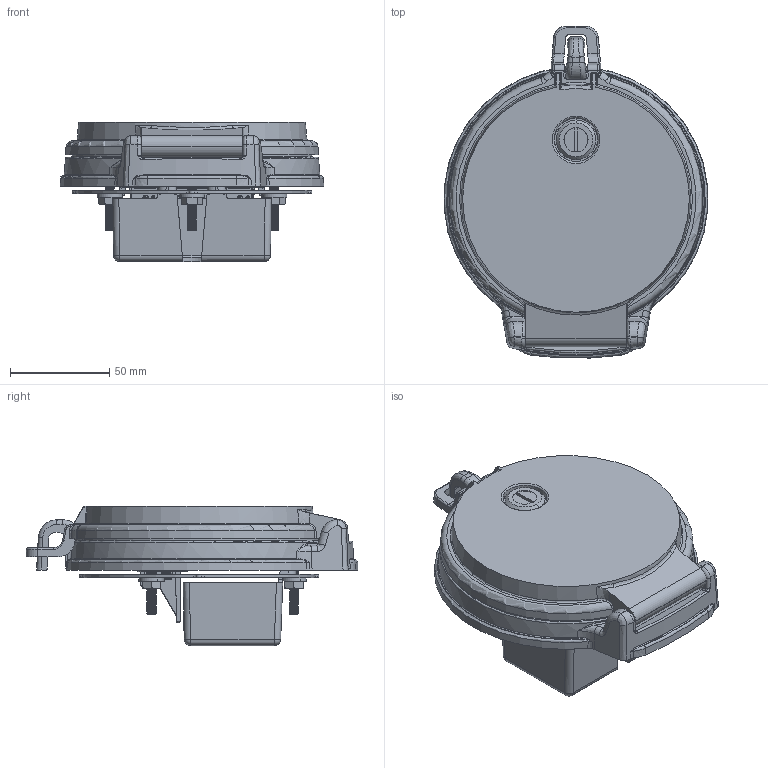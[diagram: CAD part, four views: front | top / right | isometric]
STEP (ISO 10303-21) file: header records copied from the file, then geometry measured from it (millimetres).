
FILE_DESCRIPTION(/* description */ (''),/* implementation_level */ '2;1');
FILE_NAME(/* name */ 'DAP4BC-G0.stp',/* time_stamp */ '2019-05-08T08:17:39-05:00',/* author */ (''),/* organization */ (''),/* preprocessor_version */ 'ST-DEVELOPER v16',/* originating_system */ 'SIEMENS PLM Software NX 11.0',/* authorisation */ '');
FILE_SCHEMA (('AP203_CONFIGURATION_CONTROLLED_3D_DESIGN_OF_MECHANICAL_PARTS_AND_ASSEMBLIES_MIM_LF { 1 0 10303 403 2 1 2}'));
Products named in the file (1): djsl2EFC777F6sck
Bounding box: 132.93 x 167.34 x 70.17 mm (x, y, z)
Volume: 485699.2 mm3; surface area: 116276.7 mm2
Topology: 7 solids, 8 shells, 2310 faces, 6161 edges, 3965 vertices
Faces by surface type: plane 1058, cylinder 692, extrusion 204, bspline 195, torus 83, cone 66, sphere 12
Full cylindrical faces by diameter (mm): 3.912 x2, 5.22 x3
Entity records: 93575 total; most frequent: CARTESIAN_POINT 38910, ORIENTED_EDGE 12234, DIRECTION 10103, EDGE_CURVE 6117, VERTEX_POINT 3961, VECTOR 3707, LINE 3503, AXIS2_PLACEMENT_3D 3198
